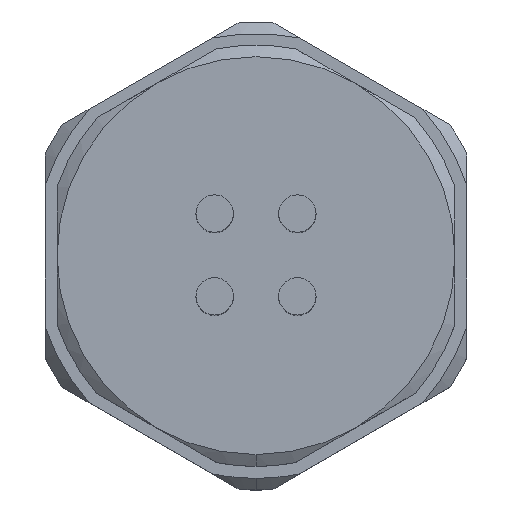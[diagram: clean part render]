
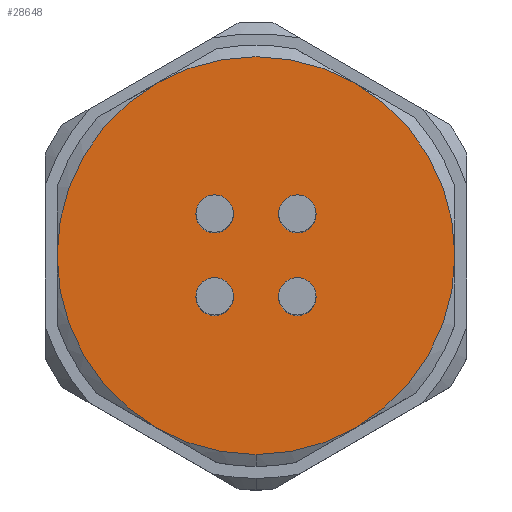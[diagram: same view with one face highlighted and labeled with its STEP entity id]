
A CAD part, top view. The second image highlights one B-rep face of the part: STEP entity #28648.
In plain terms, the highlighted planar face has unit normal (0, 0, 1).
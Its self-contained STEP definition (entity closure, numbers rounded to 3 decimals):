
#5 = DIRECTION ( 'NONE',  ( 0., 0., 1. ) ) ;
#207 = ORIENTED_EDGE ( 'NONE', *, *, #20667, .T. ) ;
#279 = CARTESIAN_POINT ( 'NONE',  ( -1.768, -0.968, 0. ) ) ;
#721 = EDGE_CURVE ( 'NONE', #17710, #10660, #4977, .T. ) ;
#736 = EDGE_CURVE ( 'NONE', #27734, #9013, #8857, .T. ) ;
#1323 = EDGE_CURVE ( 'NONE', #28045, #17710, #6508, .T. ) ;
#1356 = CARTESIAN_POINT ( 'NONE',  ( 0., 0., 0. ) ) ;
#1431 = DIRECTION ( 'NONE',  ( 0., 0., 1. ) ) ;
#1638 = DIRECTION ( 'NONE',  ( 1., 0., 0. ) ) ;
#1643 = VERTEX_POINT ( 'NONE', #2025 ) ;
#1829 = EDGE_CURVE ( 'NONE', #27411, #12559, #15429, .T. ) ;
#2025 = CARTESIAN_POINT ( 'NONE',  ( 1.768, -2.568, 0. ) ) ;
#2277 = DIRECTION ( 'NONE',  ( -1., 0., 0. ) ) ;
#2316 = DIRECTION ( 'NONE',  ( 0., 0., 1. ) ) ;
#2515 = DIRECTION ( 'NONE',  ( 0., 0., 1. ) ) ;
#2771 = CIRCLE ( 'NONE', #24142, 8.5 ) ;
#2873 = EDGE_CURVE ( 'NONE', #15366, #4011, #18202, .T. ) ;
#3122 = EDGE_CURVE ( 'NONE', #1643, #29886, #29847, .T. ) ;
#3316 = CARTESIAN_POINT ( 'NONE',  ( 1.768, -1.768, 0. ) ) ;
#4011 = VERTEX_POINT ( 'NONE', #4897 ) ;
#4018 = EDGE_LOOP ( 'NONE', ( #27859, #6456 ) ) ;
#4495 = DIRECTION ( 'NONE',  ( -0.5, 0.866, 0. ) ) ;
#4897 = CARTESIAN_POINT ( 'NONE',  ( -1.768, 0.968, 0. ) ) ;
#4955 = CARTESIAN_POINT ( 'NONE',  ( 0., 0., 0. ) ) ;
#4977 = CIRCLE ( 'NONE', #21983, 8.5 ) ;
#5146 = CARTESIAN_POINT ( 'NONE',  ( -4.25, -7.361, 0. ) ) ;
#5332 = ORIENTED_EDGE ( 'NONE', *, *, #1829, .T. ) ;
#5399 = AXIS2_PLACEMENT_3D ( 'NONE', #7342, #2316, #16487 ) ;
#5619 = DIRECTION ( 'NONE',  ( 0., 0., 1. ) ) ;
#5754 = DIRECTION ( 'NONE',  ( 1., 0., 0. ) ) ;
#6443 = ORIENTED_EDGE ( 'NONE', *, *, #736, .F. ) ;
#6456 = ORIENTED_EDGE ( 'NONE', *, *, #13485, .F. ) ;
#6508 = CIRCLE ( 'NONE', #19692, 8.5 ) ;
#6510 = CARTESIAN_POINT ( 'NONE',  ( 4.25, 7.361, 0. ) ) ;
#6516 = EDGE_CURVE ( 'NONE', #16506, #27658, #17270, .T. ) ;
#7118 = CIRCLE ( 'NONE', #15358, 8.5 ) ;
#7221 = DIRECTION ( 'NONE',  ( 1., 0., 0. ) ) ;
#7281 = CIRCLE ( 'NONE', #11648, 8.5 ) ;
#7342 = CARTESIAN_POINT ( 'NONE',  ( -1.768, -1.768, 0. ) ) ;
#7343 = CIRCLE ( 'NONE', #5399, 0.8 ) ;
#7599 = CIRCLE ( 'NONE', #25564, 0.8 ) ;
#8045 = FACE_BOUND ( 'NONE', #22212, .T. ) ;
#8342 = FACE_BOUND ( 'NONE', #18304, .T. ) ;
#8509 = DIRECTION ( 'NONE',  ( 1., 0., 0. ) ) ;
#8639 = DIRECTION ( 'NONE',  ( 0., 0., 1. ) ) ;
#8812 = ORIENTED_EDGE ( 'NONE', *, *, #12839, .F. ) ;
#8857 = CIRCLE ( 'NONE', #25863, 0.8 ) ;
#9013 = VERTEX_POINT ( 'NONE', #279 ) ;
#9111 = ORIENTED_EDGE ( 'NONE', *, *, #1323, .T. ) ;
#9545 = ORIENTED_EDGE ( 'NONE', *, *, #30003, .T. ) ;
#9668 = CARTESIAN_POINT ( 'NONE',  ( -1.768, 2.568, 0. ) ) ;
#10226 = EDGE_CURVE ( 'NONE', #14022, #28045, #7281, .T. ) ;
#10518 = AXIS2_PLACEMENT_3D ( 'NONE', #17622, #26589, #5754 ) ;
#10660 = VERTEX_POINT ( 'NONE', #28289 ) ;
#10722 = CARTESIAN_POINT ( 'NONE',  ( -8.5, 0., 0. ) ) ;
#10783 = PLANE ( 'NONE',  #10518 ) ;
#11066 = DIRECTION ( 'NONE',  ( 0., 0., 1. ) ) ;
#11134 = CARTESIAN_POINT ( 'NONE',  ( 0., 0., 0. ) ) ;
#11365 = CARTESIAN_POINT ( 'NONE',  ( 1.768, 1.768, 0. ) ) ;
#11648 = AXIS2_PLACEMENT_3D ( 'NONE', #21001, #14155, #2277 ) ;
#11654 = VERTEX_POINT ( 'NONE', #16911 ) ;
#11790 = CARTESIAN_POINT ( 'NONE',  ( 0., -8.5, 0. ) ) ;
#11819 = CIRCLE ( 'NONE', #15692, 8.5 ) ;
#11975 = DIRECTION ( 'NONE',  ( 1., 0., 0. ) ) ;
#12559 = VERTEX_POINT ( 'NONE', #19092 ) ;
#12606 = DIRECTION ( 'NONE',  ( -0.5, -0.866, 0. ) ) ;
#12839 = EDGE_CURVE ( 'NONE', #4011, #15366, #14812, .T. ) ;
#12904 = DIRECTION ( 'NONE',  ( 0., 0., 1. ) ) ;
#13340 = AXIS2_PLACEMENT_3D ( 'NONE', #18517, #11066, #22774 ) ;
#13485 = EDGE_CURVE ( 'NONE', #27658, #16506, #20159, .T. ) ;
#13630 = CARTESIAN_POINT ( 'NONE',  ( 1.768, 1.768, 0. ) ) ;
#13831 = AXIS2_PLACEMENT_3D ( 'NONE', #15051, #5619, #14754 ) ;
#13892 = CARTESIAN_POINT ( 'NONE',  ( 1.768, 0.968, 0. ) ) ;
#13933 = CARTESIAN_POINT ( 'NONE',  ( 1.768, -0.968, 0. ) ) ;
#13978 = AXIS2_PLACEMENT_3D ( 'NONE', #11134, #5, #15696 ) ;
#14022 = VERTEX_POINT ( 'NONE', #10722 ) ;
#14155 = DIRECTION ( 'NONE',  ( 0., 0., 1. ) ) ;
#14754 = DIRECTION ( 'NONE',  ( 1., 0., 0. ) ) ;
#14812 = CIRCLE ( 'NONE', #13831, 0.8 ) ;
#15051 = CARTESIAN_POINT ( 'NONE',  ( -1.768, 1.768, 0. ) ) ;
#15271 = ORIENTED_EDGE ( 'NONE', *, *, #3122, .F. ) ;
#15358 = AXIS2_PLACEMENT_3D ( 'NONE', #1356, #29192, #8509 ) ;
#15366 = VERTEX_POINT ( 'NONE', #9668 ) ;
#15429 = CIRCLE ( 'NONE', #13978, 8.5 ) ;
#15692 = AXIS2_PLACEMENT_3D ( 'NONE', #18702, #28253, #16424 ) ;
#15696 = DIRECTION ( 'NONE',  ( 0.5, 0.866, 0. ) ) ;
#16424 = DIRECTION ( 'NONE',  ( 0.5, -0.866, 0. ) ) ;
#16487 = DIRECTION ( 'NONE',  ( 1., 0., 0. ) ) ;
#16506 = VERTEX_POINT ( 'NONE', #13892 ) ;
#16752 = ORIENTED_EDGE ( 'NONE', *, *, #10226, .T. ) ;
#16911 = CARTESIAN_POINT ( 'NONE',  ( 8.5, 0., 0. ) ) ;
#17270 = CIRCLE ( 'NONE', #26005, 0.8 ) ;
#17275 = CARTESIAN_POINT ( 'NONE',  ( 1.768, 2.568, 0. ) ) ;
#17327 = CARTESIAN_POINT ( 'NONE',  ( 0., 0., 0. ) ) ;
#17622 = CARTESIAN_POINT ( 'NONE',  ( 0., 0., 0. ) ) ;
#17710 = VERTEX_POINT ( 'NONE', #11790 ) ;
#18202 = CIRCLE ( 'NONE', #13340, 0.8 ) ;
#18304 = EDGE_LOOP ( 'NONE', ( #6443, #30052 ) ) ;
#18517 = CARTESIAN_POINT ( 'NONE',  ( -1.768, 1.768, 0. ) ) ;
#18702 = CARTESIAN_POINT ( 'NONE',  ( 0., 0., 0. ) ) ;
#18971 = ORIENTED_EDGE ( 'NONE', *, *, #28427, .F. ) ;
#19061 = EDGE_CURVE ( 'NONE', #10660, #11654, #11819, .T. ) ;
#19092 = CARTESIAN_POINT ( 'NONE',  ( -4.25, 7.361, 0. ) ) ;
#19455 = DIRECTION ( 'NONE',  ( 0., 0., 1. ) ) ;
#19610 = FACE_BOUND ( 'NONE', #22791, .T. ) ;
#19692 = AXIS2_PLACEMENT_3D ( 'NONE', #24851, #1431, #29112 ) ;
#19764 = FACE_BOUND ( 'NONE', #4018, .T. ) ;
#20159 = CIRCLE ( 'NONE', #21141, 0.8 ) ;
#20667 = EDGE_CURVE ( 'NONE', #11654, #27411, #7118, .T. ) ;
#20939 = DIRECTION ( 'NONE',  ( 0., 0., 1. ) ) ;
#21001 = CARTESIAN_POINT ( 'NONE',  ( 0., 0., 0. ) ) ;
#21127 = AXIS2_PLACEMENT_3D ( 'NONE', #25802, #28080, #11975 ) ;
#21141 = AXIS2_PLACEMENT_3D ( 'NONE', #13630, #2515, #27456 ) ;
#21983 = AXIS2_PLACEMENT_3D ( 'NONE', #17327, #19455, #12606 ) ;
#22189 = DIRECTION ( 'NONE',  ( 1., 0., 0. ) ) ;
#22212 = EDGE_LOOP ( 'NONE', ( #15271, #18971 ) ) ;
#22695 = EDGE_CURVE ( 'NONE', #9013, #27734, #7343, .T. ) ;
#22774 = DIRECTION ( 'NONE',  ( 1., 0., 0. ) ) ;
#22791 = EDGE_LOOP ( 'NONE', ( #8812, #25886 ) ) ;
#24142 = AXIS2_PLACEMENT_3D ( 'NONE', #4955, #20939, #4495 ) ;
#24457 = CARTESIAN_POINT ( 'NONE',  ( -1.768, -1.768, 0. ) ) ;
#24556 = CARTESIAN_POINT ( 'NONE',  ( -1.768, -2.568, 0. ) ) ;
#24851 = CARTESIAN_POINT ( 'NONE',  ( 0., 0., 0. ) ) ;
#25400 = EDGE_LOOP ( 'NONE', ( #28249, #207, #5332, #9545, #16752, #9111, #27196 ) ) ;
#25564 = AXIS2_PLACEMENT_3D ( 'NONE', #3316, #29324, #1638 ) ;
#25802 = CARTESIAN_POINT ( 'NONE',  ( 1.768, -1.768, 0. ) ) ;
#25863 = AXIS2_PLACEMENT_3D ( 'NONE', #24457, #12904, #22189 ) ;
#25886 = ORIENTED_EDGE ( 'NONE', *, *, #2873, .F. ) ;
#26005 = AXIS2_PLACEMENT_3D ( 'NONE', #11365, #8639, #7221 ) ;
#26589 = DIRECTION ( 'NONE',  ( 0., 0., 1. ) ) ;
#27196 = ORIENTED_EDGE ( 'NONE', *, *, #721, .T. ) ;
#27411 = VERTEX_POINT ( 'NONE', #6510 ) ;
#27456 = DIRECTION ( 'NONE',  ( 1., 0., 0. ) ) ;
#27658 = VERTEX_POINT ( 'NONE', #17275 ) ;
#27734 = VERTEX_POINT ( 'NONE', #24556 ) ;
#27859 = ORIENTED_EDGE ( 'NONE', *, *, #6516, .F. ) ;
#28045 = VERTEX_POINT ( 'NONE', #5146 ) ;
#28080 = DIRECTION ( 'NONE',  ( 0., 0., 1. ) ) ;
#28249 = ORIENTED_EDGE ( 'NONE', *, *, #19061, .T. ) ;
#28253 = DIRECTION ( 'NONE',  ( 0., 0., 1. ) ) ;
#28289 = CARTESIAN_POINT ( 'NONE',  ( 4.25, -7.361, 0. ) ) ;
#28427 = EDGE_CURVE ( 'NONE', #29886, #1643, #7599, .T. ) ;
#28648 = ADVANCED_FACE ( 'NONE', ( #19764, #19610, #28872, #8045, #8342 ), #10783, .T. ) ;
#28872 = FACE_OUTER_BOUND ( 'NONE', #25400, .T. ) ;
#29112 = DIRECTION ( 'NONE',  ( -0.5, -0.866, 0. ) ) ;
#29192 = DIRECTION ( 'NONE',  ( 0., 0., 1. ) ) ;
#29324 = DIRECTION ( 'NONE',  ( 0., 0., 1. ) ) ;
#29847 = CIRCLE ( 'NONE', #21127, 0.8 ) ;
#29886 = VERTEX_POINT ( 'NONE', #13933 ) ;
#30003 = EDGE_CURVE ( 'NONE', #12559, #14022, #2771, .T. ) ;
#30052 = ORIENTED_EDGE ( 'NONE', *, *, #22695, .F. ) ;
